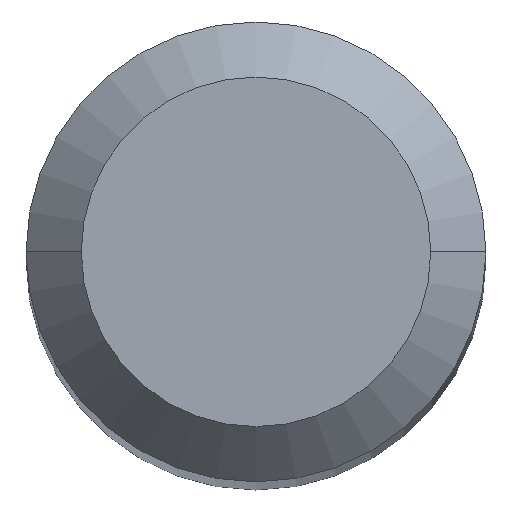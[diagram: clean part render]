
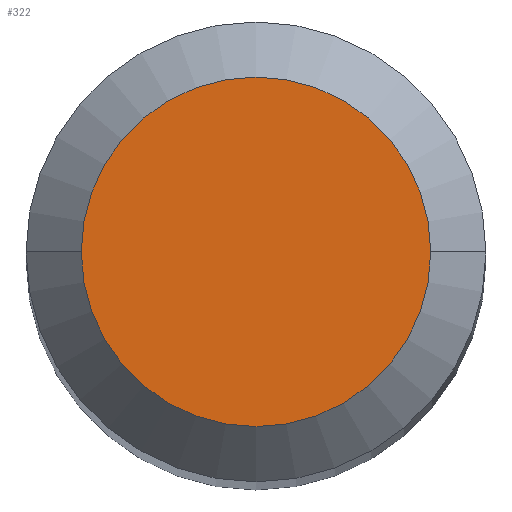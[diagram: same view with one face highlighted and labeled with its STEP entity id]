
A CAD part, top view. The second image highlights one B-rep face of the part: STEP entity #322.
In plain terms, the highlighted planar face has unit normal (0, 0, 1).
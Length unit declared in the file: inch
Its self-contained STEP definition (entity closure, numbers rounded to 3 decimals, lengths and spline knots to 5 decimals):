
#3 = EDGE_LOOP ( 'NONE', ( #191, #28 ) ) ;
#14 = AXIS2_PLACEMENT_3D ( 'NONE', #434, #123, #89 ) ;
#28 = ORIENTED_EDGE ( 'NONE', *, *, #457, .T. ) ;
#37 = FACE_OUTER_BOUND ( 'NONE', #3, .T. ) ;
#49 = DIRECTION ( 'NONE',  ( 0., 0., 1. ) ) ;
#75 = CARTESIAN_POINT ( 'NONE',  ( 0.0475, 0., 0. ) ) ;
#89 = DIRECTION ( 'NONE',  ( -1., 0., 0. ) ) ;
#109 = VERTEX_POINT ( 'NONE', #75 ) ;
#123 = DIRECTION ( 'NONE',  ( 0., 0., -1. ) ) ;
#149 = AXIS2_PLACEMENT_3D ( 'NONE', #287, #49, #360 ) ;
#191 = ORIENTED_EDGE ( 'NONE', *, *, #315, .T. ) ;
#208 = CARTESIAN_POINT ( 'NONE',  ( -0.0475, 0., 0. ) ) ;
#214 = AXIS2_PLACEMENT_3D ( 'NONE', #510, #352, #467 ) ;
#270 = VERTEX_POINT ( 'NONE', #208 ) ;
#287 = CARTESIAN_POINT ( 'NONE',  ( 0., 0., 0. ) ) ;
#315 = EDGE_CURVE ( 'NONE', #270, #109, #436, .T. ) ;
#322 = ADVANCED_FACE ( 'NONE', ( #37 ), #437, .F. ) ;
#352 = DIRECTION ( 'NONE',  ( 0., 0., 1. ) ) ;
#360 = DIRECTION ( 'NONE',  ( 1., 0., 0. ) ) ;
#434 = CARTESIAN_POINT ( 'NONE',  ( 0., 0.0475, 0. ) ) ;
#436 = CIRCLE ( 'NONE', #149, 0.0475 ) ;
#437 = PLANE ( 'NONE',  #14 ) ;
#457 = EDGE_CURVE ( 'NONE', #109, #270, #489, .T. ) ;
#467 = DIRECTION ( 'NONE',  ( 1., 0., 0. ) ) ;
#489 = CIRCLE ( 'NONE', #214, 0.0475 ) ;
#510 = CARTESIAN_POINT ( 'NONE',  ( 0., 0., 0. ) ) ;
